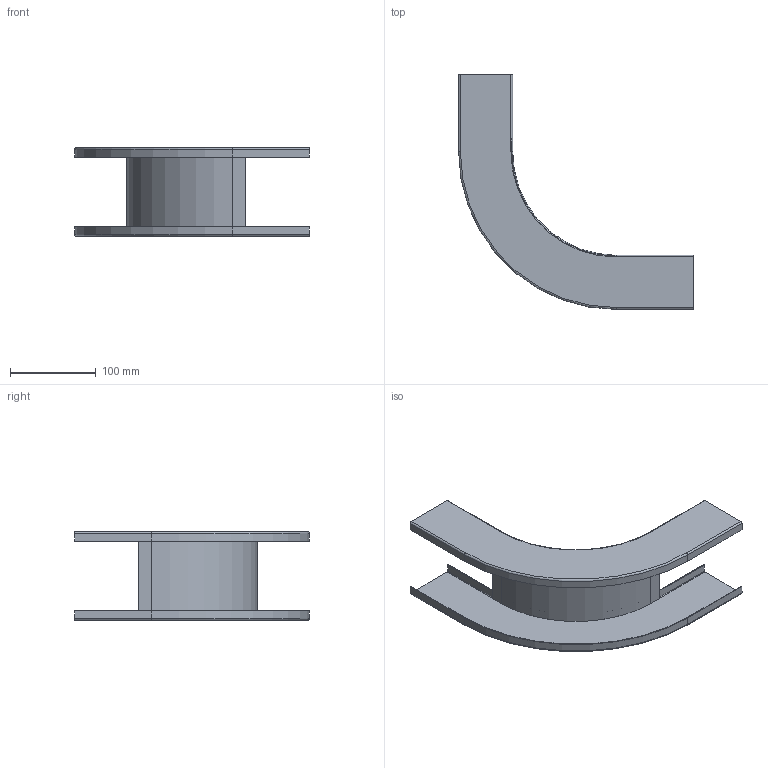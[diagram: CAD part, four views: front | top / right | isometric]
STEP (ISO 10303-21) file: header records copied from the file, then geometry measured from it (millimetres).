
FILE_DESCRIPTION((''),'2;1');
FILE_NAME('7007155_ASM','2016-02-18T',('AndreasKeweloh'),(''),'CREO PARAMETRIC BY PTC INC, 2015290','CREO PARAMETRIC BY PTC INC, 2015290','');
FILE_SCHEMA(('CONFIG_CONTROL_DESIGN'));
Length unit declared in the file: millimetre
Products named in the file (3): 002192; 002195_BODENBLECH_B_101; 7007155_ASM
Assembly tree (3 placements, depth 2):
  7007155_ASM
    002192  x2
    002195_BODENBLECH_B_101
Bounding box: 273.75 x 273.75 x 103 mm (x, y, z)
Volume: 91036.1 mm3; surface area: 184722.8 mm2
Topology: 3 solids, 3 shells, 98 faces, 204 edges, 112 vertices
Faces by surface type: plane 64, cylinder 26, torus 8
Entity records: 1528 total; most frequent: DIRECTION 272, CARTESIAN_POINT 242, ORIENTED_EDGE 232, EDGE_CURVE 116, AXIS2_PLACEMENT_3D 94, VECTOR 84, LINE 84, VERTEX_POINT 64
